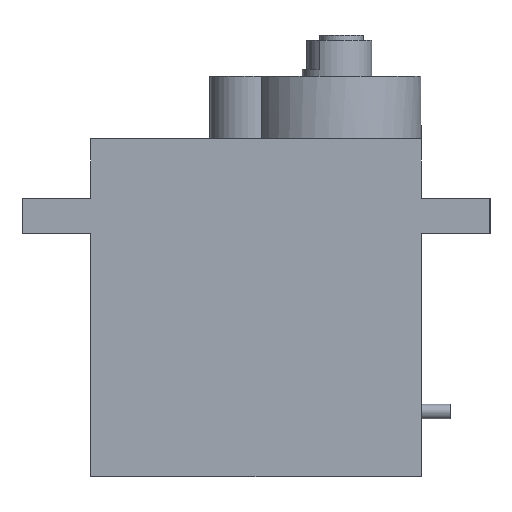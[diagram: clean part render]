
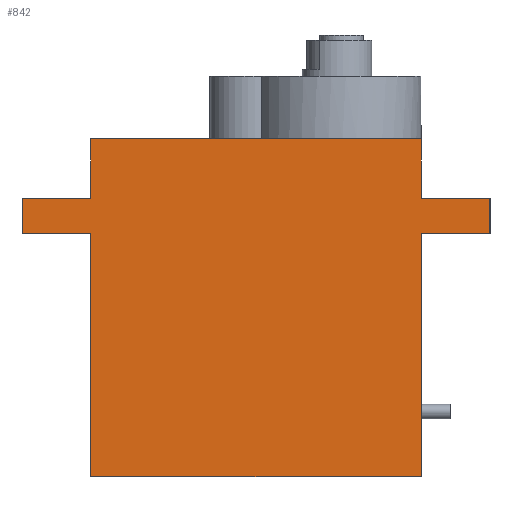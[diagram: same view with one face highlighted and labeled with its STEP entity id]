
A CAD part, left-side view. The second image highlights one B-rep face of the part: STEP entity #842.
In plain terms, the highlighted planar face has unit normal (-1, 0, 0).
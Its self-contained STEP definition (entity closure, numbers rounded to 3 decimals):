
#42=LINE('',#1269,#128);
#66=LINE('',#1354,#152);
#80=LINE('',#1384,#166);
#82=LINE('',#1388,#168);
#90=LINE('',#1403,#176);
#92=LINE('',#1407,#178);
#93=LINE('',#1409,#179);
#96=LINE('',#1416,#182);
#98=LINE('',#1419,#184);
#99=LINE('',#1421,#185);
#100=LINE('',#1424,#186);
#101=LINE('',#1425,#187);
#128=VECTOR('',#1016,1.);
#152=VECTOR('',#1098,1.);
#166=VECTOR('',#1132,1.);
#168=VECTOR('',#1136,1.);
#176=VECTOR('',#1150,1.);
#178=VECTOR('',#1154,1.);
#179=VECTOR('',#1157,1.);
#182=VECTOR('',#1164,1.);
#184=VECTOR('',#1168,1.);
#185=VECTOR('',#1171,1.);
#186=VECTOR('',#1174,1.);
#187=VECTOR('',#1175,1.);
#249=FACE_OUTER_BOUND('',#299,.T.);
#299=EDGE_LOOP('',(#743,#744,#745,#746,#747,#748,#749,#750,#751,#752,#753,
#754));
#365=VERTEX_POINT('',#1265);
#367=VERTEX_POINT('',#1268);
#398=VERTEX_POINT('',#1351);
#399=VERTEX_POINT('',#1353);
#405=VERTEX_POINT('',#1382);
#406=VERTEX_POINT('',#1386);
#409=VERTEX_POINT('',#1399);
#410=VERTEX_POINT('',#1401);
#411=VERTEX_POINT('',#1405);
#412=VERTEX_POINT('',#1413);
#413=VERTEX_POINT('',#1415);
#414=VERTEX_POINT('',#1423);
#453=EDGE_CURVE('',#367,#365,#42,.T.);
#495=EDGE_CURVE('',#399,#398,#66,.T.);
#511=EDGE_CURVE('',#405,#365,#80,.T.);
#513=EDGE_CURVE('',#405,#406,#82,.T.);
#521=EDGE_CURVE('',#409,#410,#90,.T.);
#523=EDGE_CURVE('',#410,#411,#92,.T.);
#524=EDGE_CURVE('',#398,#409,#93,.T.);
#527=EDGE_CURVE('',#413,#412,#96,.F.);
#529=EDGE_CURVE('',#367,#412,#98,.T.);
#530=EDGE_CURVE('',#413,#411,#99,.T.);
#531=EDGE_CURVE('',#414,#406,#100,.T.);
#532=EDGE_CURVE('',#414,#399,#101,.T.);
#743=ORIENTED_EDGE('',*,*,#495,.T.);
#744=ORIENTED_EDGE('',*,*,#524,.T.);
#745=ORIENTED_EDGE('',*,*,#521,.T.);
#746=ORIENTED_EDGE('',*,*,#523,.T.);
#747=ORIENTED_EDGE('',*,*,#530,.F.);
#748=ORIENTED_EDGE('',*,*,#527,.T.);
#749=ORIENTED_EDGE('',*,*,#529,.F.);
#750=ORIENTED_EDGE('',*,*,#453,.T.);
#751=ORIENTED_EDGE('',*,*,#511,.F.);
#752=ORIENTED_EDGE('',*,*,#513,.T.);
#753=ORIENTED_EDGE('',*,*,#531,.F.);
#754=ORIENTED_EDGE('',*,*,#532,.T.);
#796=PLANE('',#935);
#842=ADVANCED_FACE('',(#249),#796,.T.);
#935=AXIS2_PLACEMENT_3D('',#1422,#1172,#1173);
#1016=DIRECTION('',(0.,1.,0.));
#1098=DIRECTION('',(0.,0.,1.));
#1132=DIRECTION('',(0.,0.,1.));
#1136=DIRECTION('',(0.,-1.,0.));
#1150=DIRECTION('',(0.,0.,1.));
#1154=DIRECTION('',(0.,1.,0.));
#1157=DIRECTION('',(0.,-1.,0.));
#1164=DIRECTION('',(0.,-1.,0.));
#1168=DIRECTION('',(0.,0.,1.));
#1171=DIRECTION('',(0.,0.,-1.));
#1172=DIRECTION('center_axis',(-1.,0.,0.));
#1173=DIRECTION('ref_axis',(0.,-1.,0.));
#1174=DIRECTION('',(0.,0.,1.));
#1175=DIRECTION('',(0.,-1.,0.));
#1265=CARTESIAN_POINT('',(0.,-12.75,19.2));
#1268=CARTESIAN_POINT('',(0.,-17.5,19.2));
#1269=CARTESIAN_POINT('',(0.,-40.25,19.2));
#1351=CARTESIAN_POINT('',(0.,-40.25,16.75));
#1353=CARTESIAN_POINT('',(0.,-40.25,0.));
#1354=CARTESIAN_POINT('',(0.,-40.25,0.));
#1382=CARTESIAN_POINT('',(0.,-12.75,16.75));
#1384=CARTESIAN_POINT('',(0.,-12.75,16.75));
#1386=CARTESIAN_POINT('',(0.,-17.5,16.75));
#1388=CARTESIAN_POINT('',(0.,-12.75,16.75));
#1399=CARTESIAN_POINT('',(0.,-45.,16.75));
#1401=CARTESIAN_POINT('',(0.,-45.,19.2));
#1403=CARTESIAN_POINT('',(0.,-45.,16.75));
#1405=CARTESIAN_POINT('',(0.,-40.25,19.2));
#1407=CARTESIAN_POINT('',(0.,-40.25,19.2));
#1409=CARTESIAN_POINT('',(0.,-40.25,16.75));
#1413=CARTESIAN_POINT('',(0.,-17.5,23.3));
#1415=CARTESIAN_POINT('',(0.,-40.25,23.3));
#1416=CARTESIAN_POINT('',(0.,-23.188,23.3));
#1419=CARTESIAN_POINT('',(0.,-17.5,9.6));
#1421=CARTESIAN_POINT('',(0.,-40.25,9.6));
#1422=CARTESIAN_POINT('Origin',(0.,-28.875,
0.));
#1423=CARTESIAN_POINT('',(0.,-17.5,0.));
#1424=CARTESIAN_POINT('',(0.,-17.5,0.));
#1425=CARTESIAN_POINT('',(0.,-17.5,0.));
